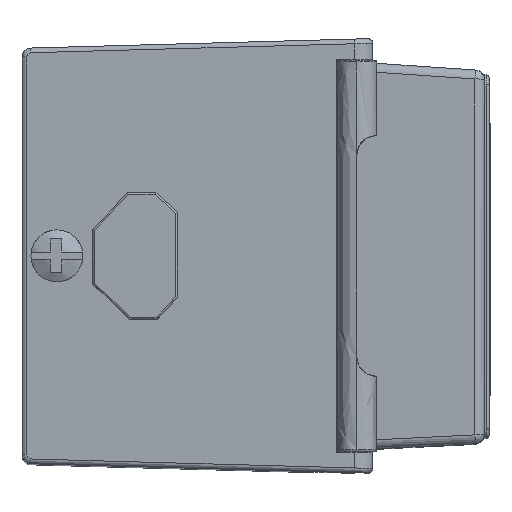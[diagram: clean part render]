
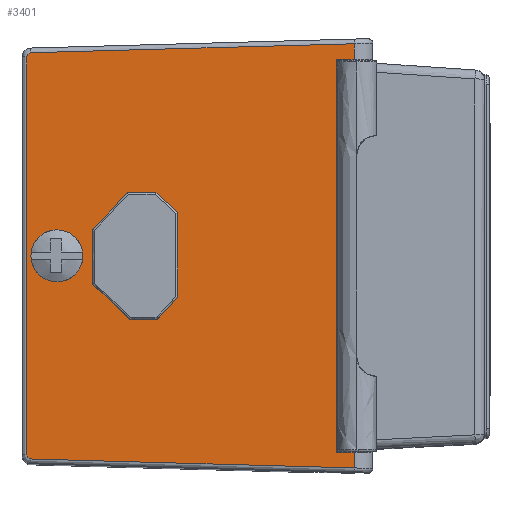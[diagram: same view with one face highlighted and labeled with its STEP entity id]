
A CAD part, top view. The second image highlights one B-rep face of the part: STEP entity #3401.
In plain terms, the highlighted free-form (B-spline) face has degree [1, 1] with [2, 2] control points.
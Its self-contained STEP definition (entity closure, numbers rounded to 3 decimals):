
#2459=CARTESIAN_POINT('',(17.2,20.8,44.));
#2460=VERTEX_POINT('',#2459);
#2467=CARTESIAN_POINT('',(15.3,20.8,44.));
#2468=VERTEX_POINT('',#2467);
#2469=CARTESIAN_POINT('',(17.2,20.8,44.));
#2470=CARTESIAN_POINT('',(15.3,20.8,44.));
#2471=B_SPLINE_CURVE_WITH_KNOTS('',1,(#2469,#2470),.POLYLINE_FORM.,.F.,.U.,(2,2),(0.,0.487),.UNSPECIFIED.);
#2472=EDGE_CURVE('',#2460,#2468,#2471,.T.);
#2503=CARTESIAN_POINT('',(15.3,-20.8,44.));
#2504=VERTEX_POINT('',#2503);
#2505=CARTESIAN_POINT('',(15.3,20.8,44.));
#2506=CARTESIAN_POINT('',(15.3,-20.8,44.));
#2507=B_SPLINE_CURVE_WITH_KNOTS('',1,(#2505,#2506),.POLYLINE_FORM.,.F.,.U.,(2,2),(0.,1.),.UNSPECIFIED.);
#2508=EDGE_CURVE('',#2468,#2504,#2507,.T.);
#2523=CARTESIAN_POINT('',(17.2,-20.8,44.));
#2524=VERTEX_POINT('',#2523);
#2525=CARTESIAN_POINT('',(15.3,-20.8,44.));
#2526=CARTESIAN_POINT('',(17.2,-20.8,44.));
#2527=B_SPLINE_CURVE_WITH_KNOTS('',1,(#2525,#2526),.POLYLINE_FORM.,.F.,.U.,(2,2),(0.513,1.),.UNSPECIFIED.);
#2528=EDGE_CURVE('',#2504,#2524,#2527,.T.);
#3107=CARTESIAN_POINT('',(17.2,22.478,44.));
#3108=VERTEX_POINT('',#3107);
#3116=CARTESIAN_POINT('',(-17.062,21.526,44.));
#3117=VERTEX_POINT('',#3116);
#3125=CARTESIAN_POINT('',(17.2,22.478,44.));
#3126=CARTESIAN_POINT('',(-17.062,21.526,44.));
#3127=B_SPLINE_CURVE_WITH_KNOTS('',1,(#3125,#3126),.POLYLINE_FORM.,.F.,.U.,(2,2),(0.056,1.),.UNSPECIFIED.);
#3128=EDGE_CURVE('',#3108,#3117,#3127,.T.);
#3263=CARTESIAN_POINT('',(17.2,20.8,44.));
#3264=CARTESIAN_POINT('',(17.2,22.478,44.));
#3265=B_SPLINE_CURVE_WITH_KNOTS('',1,(#3263,#3264),.POLYLINE_FORM.,.F.,.U.,(2,2),(0.954,0.989),.UNSPECIFIED.);
#3266=EDGE_CURVE('',#2460,#3108,#3265,.T.);
#3274=CARTESIAN_POINT('',(21.503,25.337,44.));
#3275=CARTESIAN_POINT('',(21.503,-25.337,44.));
#3276=CARTESIAN_POINT('',(-29.17,25.337,44.));
#3277=CARTESIAN_POINT('',(-29.17,-25.337,44.));
#3278=B_SPLINE_SURFACE_WITH_KNOTS('',1,1,((#3274,#3275),(#3276,#3277)),.PLANE_SURF.,.F.,.F.,.U.,(2,2),(2,2),(0.,1.),(0.,1.),.UNSPECIFIED.);
#3279=ORIENTED_EDGE('',*,*,#2528,.F.);
#3280=ORIENTED_EDGE('',*,*,#2508,.F.);
#3281=ORIENTED_EDGE('',*,*,#2472,.F.);
#3282=ORIENTED_EDGE('',*,*,#3266,.T.);
#3283=ORIENTED_EDGE('',*,*,#3128,.T.);
#3284=CARTESIAN_POINT('',(-17.5,21.076,44.));
#3285=VERTEX_POINT('',#3284);
#3286=CARTESIAN_POINT('',(-17.062,21.526,44.));
#3287=CARTESIAN_POINT('',(-17.5,21.514,44.));
#3288=CARTESIAN_POINT('',(-17.5,21.076,44.));
#3289=(BOUNDED_CURVE()B_SPLINE_CURVE(2,(#3286,#3287,#3288),.CIRCULAR_ARC.,.F.,.U.)B_SPLINE_CURVE_WITH_KNOTS((3,3),(0.,1.),.UNSPECIFIED.)CURVE()GEOMETRIC_REPRESENTATION_ITEM()RATIONAL_B_SPLINE_CURVE((1.,0.717,1.))REPRESENTATION_ITEM(''));
#3290=EDGE_CURVE('',#3117,#3285,#3289,.T.);
#3291=ORIENTED_EDGE('',*,*,#3290,.T.);
#3292=CARTESIAN_POINT('',(-17.5,-21.076,44.));
#3293=VERTEX_POINT('',#3292);
#3294=CARTESIAN_POINT('',(-17.5,21.076,44.));
#3295=CARTESIAN_POINT('',(-17.5,-21.076,44.));
#3296=B_SPLINE_CURVE_WITH_KNOTS('',1,(#3294,#3295),.POLYLINE_FORM.,.F.,.U.,(2,2),(0.,1.),.UNSPECIFIED.);
#3297=EDGE_CURVE('',#3285,#3293,#3296,.T.);
#3298=ORIENTED_EDGE('',*,*,#3297,.T.);
#3299=CARTESIAN_POINT('',(-17.062,-21.526,44.));
#3300=VERTEX_POINT('',#3299);
#3301=CARTESIAN_POINT('',(-17.5,-21.076,44.));
#3302=CARTESIAN_POINT('',(-17.5,-21.514,44.));
#3303=CARTESIAN_POINT('',(-17.062,-21.526,44.));
#3304=(BOUNDED_CURVE()B_SPLINE_CURVE(2,(#3301,#3302,#3303),.CIRCULAR_ARC.,.F.,.U.)B_SPLINE_CURVE_WITH_KNOTS((3,3),(0.,1.),.UNSPECIFIED.)CURVE()GEOMETRIC_REPRESENTATION_ITEM()RATIONAL_B_SPLINE_CURVE((1.,0.717,1.))REPRESENTATION_ITEM(''));
#3305=EDGE_CURVE('',#3293,#3300,#3304,.T.);
#3306=ORIENTED_EDGE('',*,*,#3305,.T.);
#3307=CARTESIAN_POINT('',(17.2,-22.478,44.));
#3308=VERTEX_POINT('',#3307);
#3309=CARTESIAN_POINT('',(-17.062,-21.526,44.));
#3310=CARTESIAN_POINT('',(17.2,-22.478,44.));
#3311=B_SPLINE_CURVE_WITH_KNOTS('',1,(#3309,#3310),.POLYLINE_FORM.,.F.,.U.,(2,2),(0.,0.944),.UNSPECIFIED.);
#3312=EDGE_CURVE('',#3300,#3308,#3311,.T.);
#3313=ORIENTED_EDGE('',*,*,#3312,.T.);
#3314=CARTESIAN_POINT('',(17.2,-22.478,44.));
#3315=CARTESIAN_POINT('',(17.2,-20.8,44.));
#3316=B_SPLINE_CURVE_WITH_KNOTS('',1,(#3314,#3315),.POLYLINE_FORM.,.F.,.U.,(2,2),(0.011,0.046),.UNSPECIFIED.);
#3317=EDGE_CURVE('',#3308,#2524,#3316,.T.);
#3318=ORIENTED_EDGE('',*,*,#3317,.T.);
#3319=EDGE_LOOP('',(#3279,#3280,#3281,#3282,#3283,#3291,#3298,#3306,#3313,#3318));
#3320=FACE_OUTER_BOUND('',#3319,.T.);
#3321=CARTESIAN_POINT('',(-10.5,-3.,44.));
#3322=VERTEX_POINT('',#3321);
#3323=CARTESIAN_POINT('',(-10.5,2.801,44.));
#3324=VERTEX_POINT('',#3323);
#3325=CARTESIAN_POINT('',(-10.5,-3.,44.));
#3326=CARTESIAN_POINT('',(-10.5,2.801,44.));
#3327=B_SPLINE_CURVE_WITH_KNOTS('',1,(#3325,#3326),.POLYLINE_FORM.,.F.,.U.,(2,2),(0.291,0.724),.UNSPECIFIED.);
#3328=EDGE_CURVE('',#3322,#3324,#3327,.T.);
#3329=ORIENTED_EDGE('',*,*,#3328,.T.);
#3330=CARTESIAN_POINT('',(-6.8,6.7,44.));
#3331=VERTEX_POINT('',#3330);
#3332=CARTESIAN_POINT('',(-10.5,2.801,44.));
#3333=CARTESIAN_POINT('',(-6.8,6.7,44.));
#3334=B_SPLINE_CURVE_WITH_KNOTS('',1,(#3332,#3333),.POLYLINE_FORM.,.F.,.U.,(2,2),(0.,1.),.UNSPECIFIED.);
#3335=EDGE_CURVE('',#3324,#3331,#3334,.T.);
#3336=ORIENTED_EDGE('',*,*,#3335,.T.);
#3337=CARTESIAN_POINT('',(-3.8,6.7,44.));
#3338=VERTEX_POINT('',#3337);
#3339=CARTESIAN_POINT('',(-6.8,6.7,44.));
#3340=CARTESIAN_POINT('',(-3.8,6.7,44.));
#3341=B_SPLINE_CURVE_WITH_KNOTS('',1,(#3339,#3340),.POLYLINE_FORM.,.F.,.U.,(2,2),(0.256,0.589),.UNSPECIFIED.);
#3342=EDGE_CURVE('',#3331,#3338,#3341,.T.);
#3343=ORIENTED_EDGE('',*,*,#3342,.T.);
#3344=CARTESIAN_POINT('',(-1.5,4.6,44.));
#3345=VERTEX_POINT('',#3344);
#3346=CARTESIAN_POINT('',(-3.8,6.7,44.));
#3347=CARTESIAN_POINT('',(-1.5,4.6,44.));
#3348=B_SPLINE_CURVE_WITH_KNOTS('',1,(#3346,#3347),.POLYLINE_FORM.,.F.,.U.,(2,2),(0.,1.),.UNSPECIFIED.);
#3349=EDGE_CURVE('',#3338,#3345,#3348,.T.);
#3350=ORIENTED_EDGE('',*,*,#3349,.T.);
#3351=CARTESIAN_POINT('',(-1.5,-4.4,44.));
#3352=VERTEX_POINT('',#3351);
#3353=CARTESIAN_POINT('',(-1.5,4.6,44.));
#3354=CARTESIAN_POINT('',(-1.5,-4.4,44.));
#3355=B_SPLINE_CURVE_WITH_KNOTS('',1,(#3353,#3354),.POLYLINE_FORM.,.F.,.U.,(2,2),(0.172,0.843),.UNSPECIFIED.);
#3356=EDGE_CURVE('',#3345,#3352,#3355,.T.);
#3357=ORIENTED_EDGE('',*,*,#3356,.T.);
#3358=CARTESIAN_POINT('',(-3.6,-6.7,44.));
#3359=VERTEX_POINT('',#3358);
#3360=CARTESIAN_POINT('',(-1.5,-4.4,44.));
#3361=CARTESIAN_POINT('',(-3.6,-6.7,44.));
#3362=B_SPLINE_CURVE_WITH_KNOTS('',1,(#3360,#3361),.POLYLINE_FORM.,.F.,.U.,(2,2),(0.,1.),.UNSPECIFIED.);
#3363=EDGE_CURVE('',#3352,#3359,#3362,.T.);
#3364=ORIENTED_EDGE('',*,*,#3363,.T.);
#3365=CARTESIAN_POINT('',(-6.601,-6.7,44.));
#3366=VERTEX_POINT('',#3365);
#3367=CARTESIAN_POINT('',(-3.6,-6.7,44.));
#3368=CARTESIAN_POINT('',(-6.601,-6.7,44.));
#3369=B_SPLINE_CURVE_WITH_KNOTS('',1,(#3367,#3368),.POLYLINE_FORM.,.F.,.U.,(2,2),(0.433,0.767),.UNSPECIFIED.);
#3370=EDGE_CURVE('',#3359,#3366,#3369,.T.);
#3371=ORIENTED_EDGE('',*,*,#3370,.T.);
#3372=CARTESIAN_POINT('',(-6.601,-6.7,44.));
#3373=CARTESIAN_POINT('',(-10.5,-3.,44.));
#3374=B_SPLINE_CURVE_WITH_KNOTS('',1,(#3372,#3373),.POLYLINE_FORM.,.F.,.U.,(2,2),(0.,1.),.UNSPECIFIED.);
#3375=EDGE_CURVE('',#3366,#3322,#3374,.T.);
#3376=ORIENTED_EDGE('',*,*,#3375,.T.);
#3377=EDGE_LOOP('',(#3329,#3336,#3343,#3350,#3357,#3364,#3371,#3376));
#3378=FACE_BOUND('',#3377,.T.);
#3379=CARTESIAN_POINT('',(-14.3,2.75,44.));
#3380=VERTEX_POINT('',#3379);
#3381=CARTESIAN_POINT('',(-14.3,-2.75,44.));
#3382=VERTEX_POINT('',#3381);
#3383=CARTESIAN_POINT('',(-14.3,2.75,44.));
#3384=CARTESIAN_POINT('',(-11.55,2.75,44.));
#3385=CARTESIAN_POINT('',(-11.55,0.,44.));
#3386=CARTESIAN_POINT('',(-11.55,-2.75,44.));
#3387=CARTESIAN_POINT('',(-14.3,-2.75,44.));
#3388=(BOUNDED_CURVE()B_SPLINE_CURVE(2,(#3383,#3384,#3385,#3386,#3387),.CIRCULAR_ARC.,.F.,.U.)B_SPLINE_CURVE_WITH_KNOTS((3,2,3),(0.,0.25,0.5),.UNSPECIFIED.)CURVE()GEOMETRIC_REPRESENTATION_ITEM()RATIONAL_B_SPLINE_CURVE((1.,0.707,1.,0.707,1.))REPRESENTATION_ITEM(''));
#3389=EDGE_CURVE('',#3380,#3382,#3388,.T.);
#3390=ORIENTED_EDGE('',*,*,#3389,.T.);
#3391=CARTESIAN_POINT('',(-14.3,-2.75,44.));
#3392=CARTESIAN_POINT('',(-17.05,-2.75,44.));
#3393=CARTESIAN_POINT('',(-17.05,0.,44.));
#3394=CARTESIAN_POINT('',(-17.05,2.75,44.));
#3395=CARTESIAN_POINT('',(-14.3,2.75,44.));
#3396=(BOUNDED_CURVE()B_SPLINE_CURVE(2,(#3391,#3392,#3393,#3394,#3395),.CIRCULAR_ARC.,.F.,.U.)B_SPLINE_CURVE_WITH_KNOTS((3,2,3),(0.,0.5,1.),.UNSPECIFIED.)CURVE()GEOMETRIC_REPRESENTATION_ITEM()RATIONAL_B_SPLINE_CURVE((1.,0.707,1.,0.707,1.))REPRESENTATION_ITEM(''));
#3397=EDGE_CURVE('',#3382,#3380,#3396,.T.);
#3398=ORIENTED_EDGE('',*,*,#3397,.T.);
#3399=EDGE_LOOP('',(#3390,#3398));
#3400=FACE_BOUND('',#3399,.T.);
#3401=ADVANCED_FACE('',(#3320,#3378,#3400),#3278,.T.);
